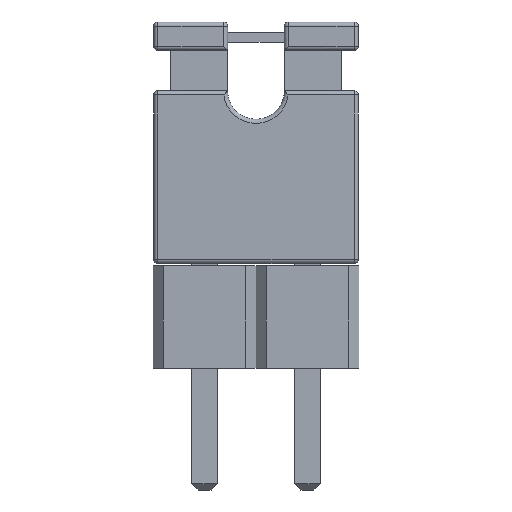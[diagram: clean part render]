
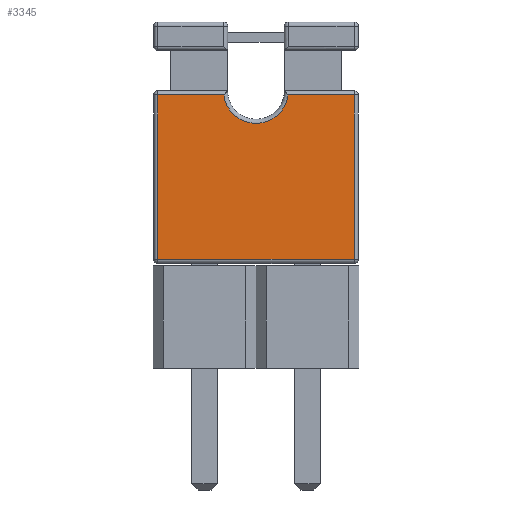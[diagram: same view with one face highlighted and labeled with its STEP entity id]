
A CAD part, left-side view. The second image highlights one B-rep face of the part: STEP entity #3345.
In plain terms, the highlighted face is planar.
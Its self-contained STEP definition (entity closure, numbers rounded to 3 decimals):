
#132=CIRCLE('',#3581,0.8);
#295=FACE_OUTER_BOUND('',#500,.T.);
#500=EDGE_LOOP('',(#2273,#2274,#2275,#2276,#2277,#2278));
#738=LINE('',#4986,#1112);
#739=LINE('',#4990,#1113);
#740=LINE('',#4992,#1114);
#741=LINE('',#4994,#1115);
#742=LINE('',#4995,#1116);
#1112=VECTOR('',#3944,1000.);
#1113=VECTOR('',#3947,1000.);
#1114=VECTOR('',#3948,1000.);
#1115=VECTOR('',#3949,1000.);
#1116=VECTOR('',#3950,1000.);
#1487=VERTEX_POINT('',#4984);
#1488=VERTEX_POINT('',#4985);
#1489=VERTEX_POINT('',#4987);
#1490=VERTEX_POINT('',#4989);
#1491=VERTEX_POINT('',#4991);
#1492=VERTEX_POINT('',#4993);
#1782=EDGE_CURVE('',#1487,#1488,#738,.T.);
#1783=EDGE_CURVE('',#1488,#1489,#132,.T.);
#1784=EDGE_CURVE('',#1489,#1490,#739,.T.);
#1785=EDGE_CURVE('',#1490,#1491,#740,.T.);
#1786=EDGE_CURVE('',#1491,#1492,#741,.T.);
#1787=EDGE_CURVE('',#1492,#1487,#742,.T.);
#2273=ORIENTED_EDGE('',*,*,#1782,.T.);
#2274=ORIENTED_EDGE('',*,*,#1783,.T.);
#2275=ORIENTED_EDGE('',*,*,#1784,.T.);
#2276=ORIENTED_EDGE('',*,*,#1785,.T.);
#2277=ORIENTED_EDGE('',*,*,#1786,.T.);
#2278=ORIENTED_EDGE('',*,*,#1787,.T.);
#3223=PLANE('',#3580);
#3345=ADVANCED_FACE('',(#295),#3223,.T.);
#3580=AXIS2_PLACEMENT_3D('',#4983,#3942,#3943);
#3581=AXIS2_PLACEMENT_3D('',#4988,#3945,#3946);
#3942=DIRECTION('center_axis',(0.,0.,1.));
#3943=DIRECTION('ref_axis',(1.,0.,0.));
#3944=DIRECTION('',(-1.,0.,0.));
#3945=DIRECTION('center_axis',(0.,0.,-1.));
#3946=DIRECTION('ref_axis',(1.,0.,0.));
#3947=DIRECTION('',(-1.,0.,0.));
#3948=DIRECTION('',(0.,-1.,0.));
#3949=DIRECTION('',(1.,0.,0.));
#3950=DIRECTION('',(0.,1.,0.));
#4983=CARTESIAN_POINT('Origin',(0.,0.,1.2));
#4984=CARTESIAN_POINT('',(2.425,1.18,1.2));
#4985=CARTESIAN_POINT('',(0.794,1.18,1.2));
#4986=CARTESIAN_POINT('',(0.,1.18,1.2));
#4987=CARTESIAN_POINT('',(-0.794,1.18,1.2));
#4988=CARTESIAN_POINT('Origin',(0.,1.28,1.2));
#4989=CARTESIAN_POINT('',(-2.425,1.18,1.2));
#4990=CARTESIAN_POINT('',(0.,1.18,1.2));
#4991=CARTESIAN_POINT('',(-2.425,-2.88,1.2));
#4992=CARTESIAN_POINT('',(-2.425,-2.98,1.2));
#4993=CARTESIAN_POINT('',(2.425,-2.88,1.2));
#4994=CARTESIAN_POINT('',(2.525,-2.88,1.2));
#4995=CARTESIAN_POINT('',(2.425,1.28,1.2));
